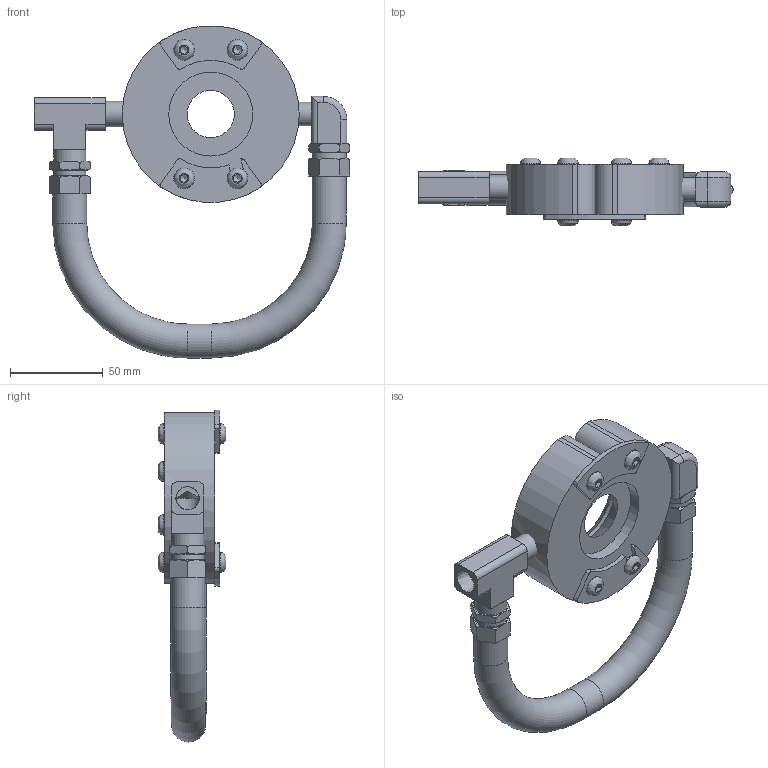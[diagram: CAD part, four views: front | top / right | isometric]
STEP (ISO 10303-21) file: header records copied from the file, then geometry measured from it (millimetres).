
FILE_DESCRIPTION((''),'2;1');
FILE_NAME('2401SS-3D.stp','2010-06-03T16:10:12',('michael witt'),(''),'Autodesk Inventor 2010','Autodesk Inventor 2010','');
FILE_SCHEMA(('AUTOMOTIVE_DESIGN { 1 0 10303 214 1 1 1 1 }'));
Length unit declared in the file: inch
Products named in the file (21): Assembly23; Part964; Part966; Part968; Part970; Part972; Part974; Part976; Part978; Part980; Part982; Part984; Part986; Part988; Part990; Part992; Part994; Part996; Part998; Part1000; Part1002
Assembly tree (20 placements, depth 2):
  Assembly23
    Part964
    Part966
    Part968
    Part970
    Part972
    Part974
    Part976
    Part978
    Part980
    Part982
    Part984
    Part986
    Part988
    Part990
    Part992
    Part994
    Part996
    Part998
    Part1000
    Part1002
Bounding box: 169.74 x 36.37 x 178.78 mm (x, y, z)
Volume: 266729.9 mm3; surface area: 65058.2 mm2
Topology: 20 solids, 20 shells, 309 faces, 695 edges, 447 vertices
Faces by surface type: plane 180, cylinder 75, cone 26, bspline 24, torus 4
Full cylindrical faces by diameter (mm): 5.08 x2, 6.35 x12, 7.112 x3, 11.1 x12, 12.7 x2, 13.716 x1, 17.398 x4, 18.288 x3, 45.192 x1, 46.736 x1
Entity records: 9857 total; most frequent: CARTESIAN_POINT 3060, DIRECTION 1306, ORIENTED_EDGE 1152, EDGE_CURVE 576, AXIS2_PLACEMENT_3D 514, EDGE_LOOP 434, VERTEX_POINT 420, FACE_OUTER_BOUND 309
